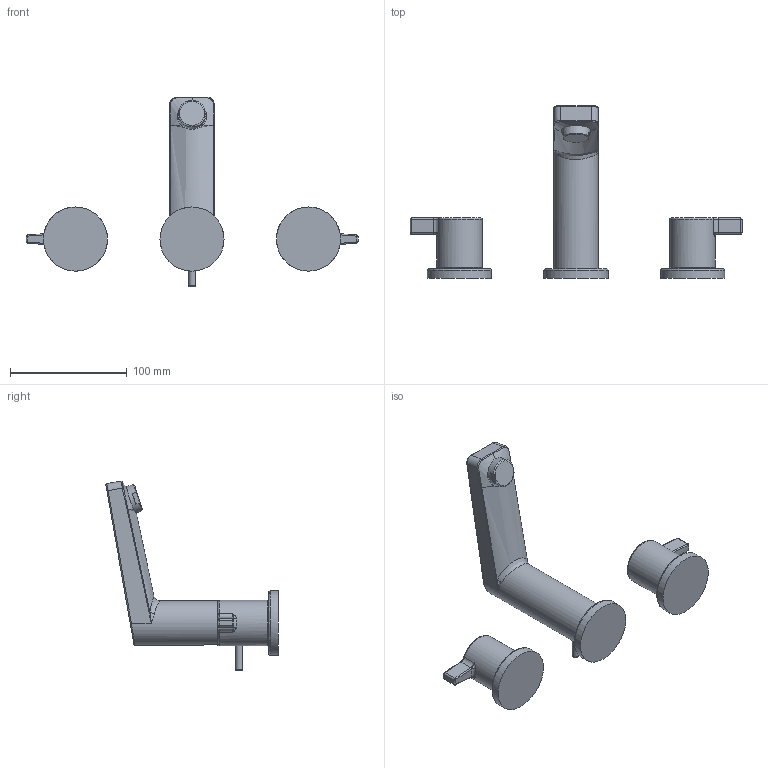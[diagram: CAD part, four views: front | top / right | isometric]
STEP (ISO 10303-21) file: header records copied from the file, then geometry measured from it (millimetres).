
FILE_DESCRIPTION (( 'STEP AP203' ), '1' );
FILE_NAME ('09362101.STEP', '2017-03-09T05:39:25', ( '' ), ( '' ), 'SwSTEP 2.0', 'SolidWorks 2016', '' );
FILE_SCHEMA (( 'CONFIG_CONTROL_DESIGN' ));
Length unit declared in the file: millimetre
Products named in the file (1): 09362101
Bounding box: 284.8 x 147.84 x 162.71 mm (x, y, z)
Volume: 395170.9 mm3; surface area: 68726 mm2
Topology: 8 solids, 8 shells, 145 faces, 315 edges, 187 vertices
Faces by surface type: cylinder 47, bspline 45, plane 40, torus 8, cone 5
Full cylindrical faces by diameter (mm): 6 x1, 22.6 x2, 24 x2, 24.2 x2, 33.5 x1, 34 x2, 38 x1, 39 x2, 55 x3
Entity records: 7254 total; most frequent: CARTESIAN_POINT 4566, ORIENTED_EDGE 524, DIRECTION 502, EDGE_CURVE 262, AXIS2_PLACEMENT_3D 216, EDGE_LOOP 184, VERTEX_POINT 172, FACE_OUTER_BOUND 172
